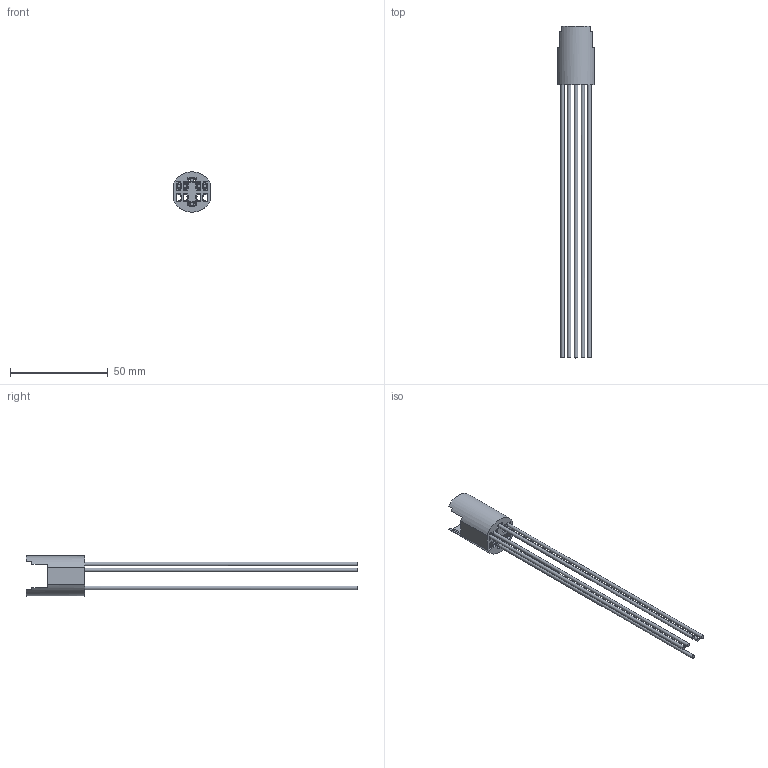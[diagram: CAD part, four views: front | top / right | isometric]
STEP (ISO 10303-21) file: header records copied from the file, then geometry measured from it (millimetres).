
FILE_DESCRIPTION(/* description */ ('','CAx-IF Rec.Pracs.---Representation and Presentation of Product Manufacturing Information (PMI)---4.0---2014-10-13'),/* implementation_level */ '2;1');
FILE_NAME(/* name */ 'PVP8WS3.stp',/* time_stamp */ '2019-06-11T09:22:06-05:00',/* author */ ('mroman'),/* organization */ (''),/* preprocessor_version */ 'ST-DEVELOPER v17',/* originating_system */ 'Autodesk Inventor 2018',/* authorisation */ '');
FILE_SCHEMA (('AP242_MANAGED_MODEL_BASED_3D_ENGINEERING_MIM_LF { 1 0 10303 442 1 1 4 }'));
Length unit declared in the file: millimetre
Products named in the file (1): PVP8WS3
Bounding box: 18.5 x 170 x 20.6 mm (x, y, z)
Volume: 7376.1 mm3; surface area: 10176.7 mm2
Topology: 1 solids, 1 shells, 454 faces, 1321 edges, 867 vertices
Faces by surface type: plane 346, cylinder 72, bspline 36
Full cylindrical faces by diameter (mm): 1.8 x6
Entity records: 16318 total; most frequent: CARTESIAN_POINT 4210, ORIENTED_EDGE 2642, DIRECTION 2320, EDGE_CURVE 1321, LINE 1026, VECTOR 1026, VERTEX_POINT 867, AXIS2_PLACEMENT_3D 651
